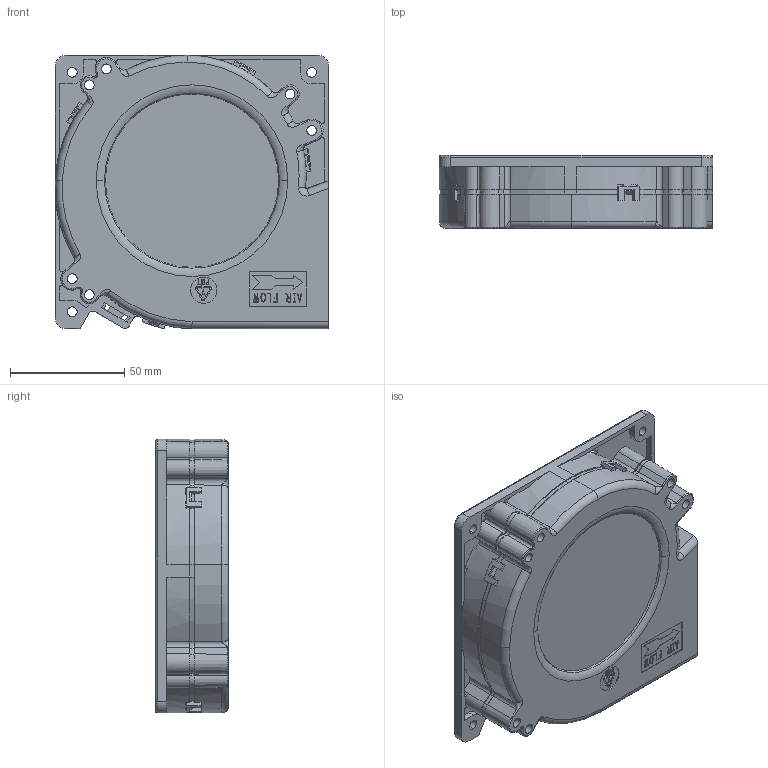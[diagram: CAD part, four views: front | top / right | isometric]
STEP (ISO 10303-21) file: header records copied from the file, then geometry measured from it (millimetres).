
FILE_DESCRIPTION((''),'2;1');
FILE_NAME('BFB12_3D_ASM','2008-10-07T',('JIM.HUNG'),(''),'PRO/ENGINEER BY PARAMETRIC TECHNOLOGY CORPORATION, 2004440','PRO/ENGINEER BY PARAMETRIC TECHNOLOGY CORPORATION, 2004440','');
FILE_SCHEMA(('CONFIG_CONTROL_DESIGN'));
Length unit declared in the file: millimetre
Products named in the file (3): PILLOW; FRAME; BFB12_3D_ASM
Assembly tree (2 placements, depth 2):
  BFB12_3D_ASM
    PILLOW
    FRAME
Bounding box: 120.02 x 32 x 120.06 mm (x, y, z)
Volume: 226201.1 mm3; surface area: 86459.5 mm2
Topology: 2 solids, 2 shells, 1045 faces, 2778 edges, 1778 vertices
Faces by surface type: plane 511, cylinder 287, torus 127, cone 83, bspline 30, extrusion 4, revolution 3
Entity records: 35245 total; most frequent: CARTESIAN_POINT 8691, DIRECTION 5581, ORIENTED_EDGE 5556, EDGE_CURVE 2778, AXIS2_PLACEMENT_3D 1963, VERTEX_POINT 1778, VECTOR 1652, LINE 1648
